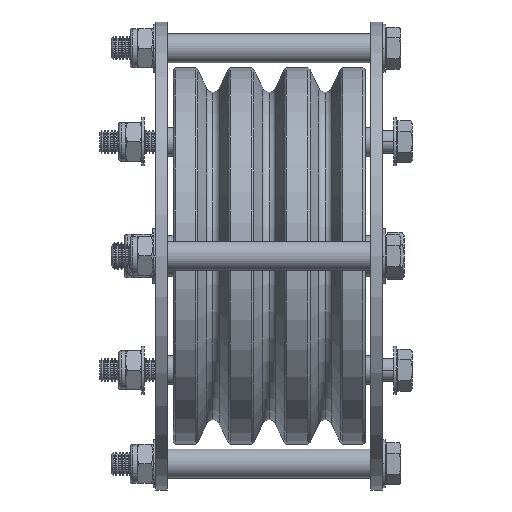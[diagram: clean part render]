
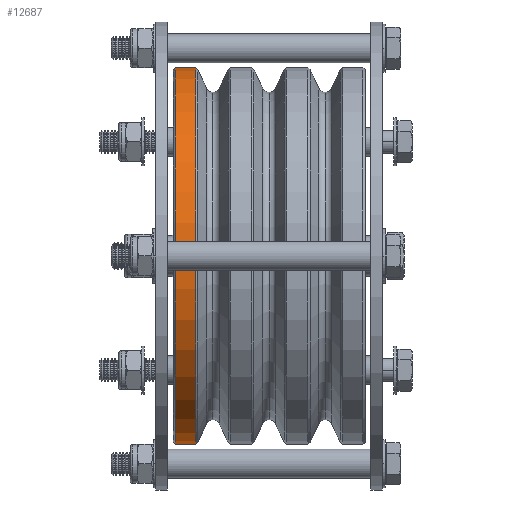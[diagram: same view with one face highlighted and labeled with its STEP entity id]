
A CAD part, front view. The second image highlights one B-rep face of the part: STEP entity #12687.
In plain terms, the highlighted cylindrical face has radius 82.5 mm (diameter 165 mm), a partial arc.
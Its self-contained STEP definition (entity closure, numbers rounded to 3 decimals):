
#803 = VERTEX_POINT ( 'NONE', #19926 ) ;
#2281 = DIRECTION ( 'NONE',  ( -1., 0., 0. ) ) ;
#2826 = DIRECTION ( 'NONE',  ( -1., 0., 0. ) ) ;
#3812 = ORIENTED_EDGE ( 'NONE', *, *, #10944, .T. ) ;
#6403 = ORIENTED_EDGE ( 'NONE', *, *, #37857, .T. ) ;
#7811 = CARTESIAN_POINT ( 'NONE',  ( -32.17, 0., 0. ) ) ;
#10780 = VECTOR ( 'NONE', #2281, 1000. ) ;
#10944 = EDGE_CURVE ( 'NONE', #803, #11305, #28744, .T. ) ;
#11259 = DIRECTION ( 'NONE',  ( 0., 0., 1. ) ) ;
#11305 = VERTEX_POINT ( 'NONE', #38345 ) ;
#11782 = CIRCLE ( 'NONE', #19792, 82.5 ) ;
#12126 = CARTESIAN_POINT ( 'NONE',  ( -32.17, 0., 82.5 ) ) ;
#12687 = ADVANCED_FACE ( 'NONE', ( #37230 ), #30540, .T. ) ;
#12855 = CARTESIAN_POINT ( 'NONE',  ( -125.022, 0., 0. ) ) ;
#14753 = CARTESIAN_POINT ( 'NONE',  ( -125.022, 0., 82.5 ) ) ;
#15791 = EDGE_CURVE ( 'NONE', #36661, #803, #36657, .T. ) ;
#17562 = EDGE_CURVE ( 'NONE', #30408, #11305, #19378, .T. ) ;
#17810 = ORIENTED_EDGE ( 'NONE', *, *, #15791, .T. ) ;
#18167 = AXIS2_PLACEMENT_3D ( 'NONE', #23481, #32826, #39057 ) ;
#19378 = LINE ( 'NONE', #31868, #10780 ) ;
#19717 = ORIENTED_EDGE ( 'NONE', *, *, #17562, .F. ) ;
#19792 = AXIS2_PLACEMENT_3D ( 'NONE', #7811, #26383, #11259 ) ;
#19926 = CARTESIAN_POINT ( 'NONE',  ( -41.09, 0., 82.5 ) ) ;
#23481 = CARTESIAN_POINT ( 'NONE',  ( -41.09, 0., 0. ) ) ;
#24773 = CARTESIAN_POINT ( 'NONE',  ( -32.17, 0., -82.5 ) ) ;
#25660 = VECTOR ( 'NONE', #2826, 1000. ) ;
#26383 = DIRECTION ( 'NONE',  ( -1., 0., 0. ) ) ;
#28744 = CIRCLE ( 'NONE', #18167, 82.5 ) ;
#29046 = EDGE_LOOP ( 'NONE', ( #19717, #6403, #17810, #3812 ) ) ;
#30408 = VERTEX_POINT ( 'NONE', #24773 ) ;
#30540 = CYLINDRICAL_SURFACE ( 'NONE', #35799, 82.5 ) ;
#30918 = DIRECTION ( 'NONE',  ( -1., 0., 0. ) ) ;
#31868 = CARTESIAN_POINT ( 'NONE',  ( -125.022, 0., -82.5 ) ) ;
#32826 = DIRECTION ( 'NONE',  ( 1., 0., 0. ) ) ;
#35799 = AXIS2_PLACEMENT_3D ( 'NONE', #12855, #30918, #37160 ) ;
#36657 = LINE ( 'NONE', #14753, #25660 ) ;
#36661 = VERTEX_POINT ( 'NONE', #12126 ) ;
#37160 = DIRECTION ( 'NONE',  ( 0., 0., 1. ) ) ;
#37230 = FACE_OUTER_BOUND ( 'NONE', #29046, .T. ) ;
#37857 = EDGE_CURVE ( 'NONE', #30408, #36661, #11782, .T. ) ;
#38345 = CARTESIAN_POINT ( 'NONE',  ( -41.09, 0., -82.5 ) ) ;
#39057 = DIRECTION ( 'NONE',  ( 0., 0., -1. ) ) ;
